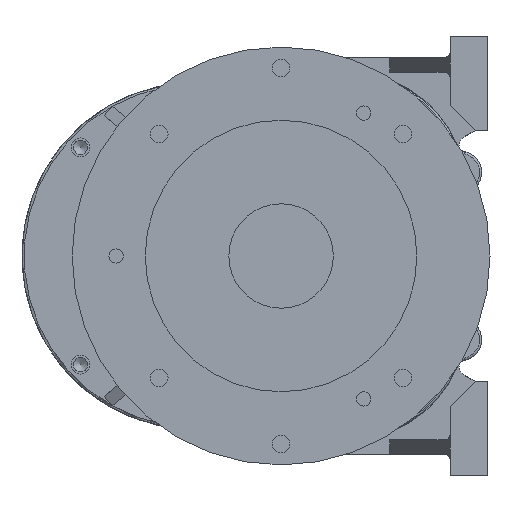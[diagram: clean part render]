
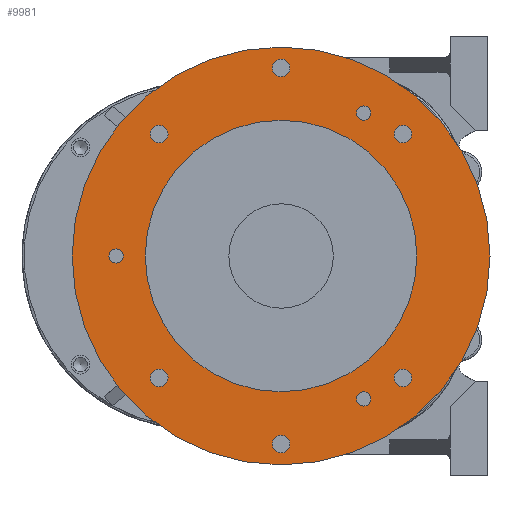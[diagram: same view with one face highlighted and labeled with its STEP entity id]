
A CAD part, left-side view. The second image highlights one B-rep face of the part: STEP entity #9981.
In plain terms, the highlighted planar face has unit normal (-1, 0, 0).
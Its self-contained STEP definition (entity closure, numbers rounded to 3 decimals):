
#66 = DIRECTION ( 'NONE',  ( 0., 0., -1. ) ) ;
#67 = EDGE_CURVE ( 'NONE', #1734, #1734, #1707, .T. ) ;
#137 = EDGE_LOOP ( 'NONE', ( #7886 ) ) ;
#202 = FACE_BOUND ( 'NONE', #14898, .T. ) ;
#355 = ORIENTED_EDGE ( 'NONE', *, *, #15195, .T. ) ;
#785 = CARTESIAN_POINT ( 'NONE',  ( -88.5, -94.336, -58.336 ) ) ;
#883 = VERTEX_POINT ( 'NONE', #12576 ) ;
#966 = CARTESIAN_POINT ( 'NONE',  ( -88.5, -36., -94.25 ) ) ;
#984 = EDGE_CURVE ( 'NONE', #4604, #4604, #2693, .T. ) ;
#1037 = ORIENTED_EDGE ( 'NONE', *, *, #3855, .T. ) ;
#1355 = FACE_BOUND ( 'NONE', #3014, .T. ) ;
#1420 = DIRECTION ( 'NONE',  ( 1., 0., 0. ) ) ;
#1529 = CARTESIAN_POINT ( 'NONE',  ( -88.5, -36., 85.75 ) ) ;
#1630 = CARTESIAN_POINT ( 'NONE',  ( -88.5, -94.336, 54.086 ) ) ;
#1707 = CIRCLE ( 'NONE', #11244, 4.25 ) ;
#1734 = VERTEX_POINT ( 'NONE', #1529 ) ;
#1861 = EDGE_CURVE ( 'NONE', #16680, #16680, #2443, .T. ) ;
#1926 = ORIENTED_EDGE ( 'NONE', *, *, #17641, .T. ) ;
#1994 = AXIS2_PLACEMENT_3D ( 'NONE', #16899, #15237, #12530 ) ;
#2050 = AXIS2_PLACEMENT_3D ( 'NONE', #785, #8386, #5396 ) ;
#2124 = CARTESIAN_POINT ( 'NONE',  ( -88.5, -36., 0. ) ) ;
#2253 = CARTESIAN_POINT ( 'NONE',  ( -88.5, -36., 0. ) ) ;
#2260 = VERTEX_POINT ( 'NONE', #16851 ) ;
#2357 = CARTESIAN_POINT ( 'NONE',  ( -88.5, 22.336, 54.086 ) ) ;
#2443 = CIRCLE ( 'NONE', #5495, 4.25 ) ;
#2689 = DIRECTION ( 'NONE',  ( 0., 0., -1. ) ) ;
#2693 = CIRCLE ( 'NONE', #7279, 65. ) ;
#2714 = EDGE_LOOP ( 'NONE', ( #7682 ) ) ;
#2759 = CARTESIAN_POINT ( 'NONE',  ( -88.5, -75.5, -71.816 ) ) ;
#2909 = DIRECTION ( 'NONE',  ( -1., 0., 0. ) ) ;
#3014 = EDGE_LOOP ( 'NONE', ( #9117 ) ) ;
#3442 = ORIENTED_EDGE ( 'NONE', *, *, #984, .F. ) ;
#3651 = CARTESIAN_POINT ( 'NONE',  ( -88.5, -75.5, 65.016 ) ) ;
#3855 = EDGE_CURVE ( 'NONE', #6412, #6412, #8523, .T. ) ;
#3909 = DIRECTION ( 'NONE',  ( 0., 0., -1. ) ) ;
#4495 = EDGE_LOOP ( 'NONE', ( #14228 ) ) ;
#4528 = FACE_BOUND ( 'NONE', #18824, .T. ) ;
#4604 = VERTEX_POINT ( 'NONE', #6038 ) ;
#5227 = ORIENTED_EDGE ( 'NONE', *, *, #67, .T. ) ;
#5396 = DIRECTION ( 'NONE',  ( 0., 0., -1. ) ) ;
#5432 = ORIENTED_EDGE ( 'NONE', *, *, #13831, .T. ) ;
#5495 = AXIS2_PLACEMENT_3D ( 'NONE', #14635, #11845, #66 ) ;
#5926 = CARTESIAN_POINT ( 'NONE',  ( -88.5, 22.336, -58.336 ) ) ;
#6026 = CIRCLE ( 'NONE', #14062, 3.4 ) ;
#6038 = CARTESIAN_POINT ( 'NONE',  ( -88.5, -36., 65. ) ) ;
#6099 = DIRECTION ( 'NONE',  ( 0., 0., -1. ) ) ;
#6412 = VERTEX_POINT ( 'NONE', #3651 ) ;
#6591 = CARTESIAN_POINT ( 'NONE',  ( -88.5, 22.336, 58.336 ) ) ;
#6884 = VERTEX_POINT ( 'NONE', #2759 ) ;
#7137 = AXIS2_PLACEMENT_3D ( 'NONE', #5926, #18892, #14334 ) ;
#7279 = AXIS2_PLACEMENT_3D ( 'NONE', #2124, #7968, #13880 ) ;
#7361 = AXIS2_PLACEMENT_3D ( 'NONE', #6591, #10071, #3909 ) ;
#7434 = EDGE_LOOP ( 'NONE', ( #5227 ) ) ;
#7682 = ORIENTED_EDGE ( 'NONE', *, *, #18974, .T. ) ;
#7886 = ORIENTED_EDGE ( 'NONE', *, *, #16631, .T. ) ;
#7968 = DIRECTION ( 'NONE',  ( -1., 0., 0. ) ) ;
#8006 = DIRECTION ( 'NONE',  ( 0., 0., 1. ) ) ;
#8343 = VERTEX_POINT ( 'NONE', #8622 ) ;
#8386 = DIRECTION ( 'NONE',  ( 1., 0., 0. ) ) ;
#8523 = CIRCLE ( 'NONE', #13164, 3.4 ) ;
#8622 = CARTESIAN_POINT ( 'NONE',  ( -88.5, 22.336, -62.586 ) ) ;
#8775 = DIRECTION ( 'NONE',  ( 0., 0., 1. ) ) ;
#9002 = DIRECTION ( 'NONE',  ( 1., 0., 0. ) ) ;
#9117 = ORIENTED_EDGE ( 'NONE', *, *, #10597, .T. ) ;
#9650 = AXIS2_PLACEMENT_3D ( 'NONE', #13341, #9002, #6099 ) ;
#9981 = ADVANCED_FACE ( 'NONE', ( #14014, #12564, #4528, #1355, #13125, #11598, #14857, #13216, #202, #10230, #18937 ), #16058, .T. ) ;
#10071 = DIRECTION ( 'NONE',  ( 1., 0., 0. ) ) ;
#10174 = CARTESIAN_POINT ( 'NONE',  ( -88.5, -36., 100. ) ) ;
#10230 = FACE_BOUND ( 'NONE', #2714, .T. ) ;
#10597 = EDGE_CURVE ( 'NONE', #8343, #8343, #15834, .T. ) ;
#10892 = EDGE_CURVE ( 'NONE', #6884, #6884, #14900, .T. ) ;
#10947 = CIRCLE ( 'NONE', #2050, 4.25 ) ;
#11240 = CIRCLE ( 'NONE', #1994, 4.25 ) ;
#11244 = AXIS2_PLACEMENT_3D ( 'NONE', #11333, #17231, #16072 ) ;
#11305 = CARTESIAN_POINT ( 'NONE',  ( -88.5, -75.5, 68.416 ) ) ;
#11333 = CARTESIAN_POINT ( 'NONE',  ( -88.5, -36., 90. ) ) ;
#11598 = FACE_OUTER_BOUND ( 'NONE', #14444, .T. ) ;
#11845 = DIRECTION ( 'NONE',  ( 1., 0., 0. ) ) ;
#12284 = EDGE_LOOP ( 'NONE', ( #1037 ) ) ;
#12530 = DIRECTION ( 'NONE',  ( 0., 0., -1. ) ) ;
#12564 = FACE_BOUND ( 'NONE', #7434, .T. ) ;
#12576 = CARTESIAN_POINT ( 'NONE',  ( -88.5, 43., -3.4 ) ) ;
#12667 = VERTEX_POINT ( 'NONE', #966 ) ;
#12793 = EDGE_LOOP ( 'NONE', ( #355 ) ) ;
#12901 = VERTEX_POINT ( 'NONE', #10174 ) ;
#13125 = FACE_BOUND ( 'NONE', #14270, .T. ) ;
#13164 = AXIS2_PLACEMENT_3D ( 'NONE', #11305, #14360, #18923 ) ;
#13216 = FACE_BOUND ( 'NONE', #4495, .T. ) ;
#13341 = CARTESIAN_POINT ( 'NONE',  ( -88.5, -75.5, -68.416 ) ) ;
#13831 = EDGE_CURVE ( 'NONE', #12901, #12901, #14382, .T. ) ;
#13880 = DIRECTION ( 'NONE',  ( 0., 0., 1. ) ) ;
#14014 = FACE_BOUND ( 'NONE', #137, .T. ) ;
#14062 = AXIS2_PLACEMENT_3D ( 'NONE', #15831, #1420, #2689 ) ;
#14112 = DIRECTION ( 'NONE',  ( -1., 0., 0. ) ) ;
#14228 = ORIENTED_EDGE ( 'NONE', *, *, #1861, .T. ) ;
#14270 = EDGE_LOOP ( 'NONE', ( #3442 ) ) ;
#14334 = DIRECTION ( 'NONE',  ( 0., 0., -1. ) ) ;
#14360 = DIRECTION ( 'NONE',  ( 1., 0., 0. ) ) ;
#14382 = CIRCLE ( 'NONE', #16894, 100. ) ;
#14444 = EDGE_LOOP ( 'NONE', ( #5432 ) ) ;
#14470 = CARTESIAN_POINT ( 'NONE',  ( -88.5, -136., 0. ) ) ;
#14635 = CARTESIAN_POINT ( 'NONE',  ( -88.5, -94.336, 58.336 ) ) ;
#14857 = FACE_BOUND ( 'NONE', #12793, .T. ) ;
#14898 = EDGE_LOOP ( 'NONE', ( #1926 ) ) ;
#14900 = CIRCLE ( 'NONE', #9650, 3.4 ) ;
#15195 = EDGE_CURVE ( 'NONE', #17029, #17029, #18813, .T. ) ;
#15237 = DIRECTION ( 'NONE',  ( 1., 0., 0. ) ) ;
#15797 = AXIS2_PLACEMENT_3D ( 'NONE', #14470, #2909, #8775 ) ;
#15831 = CARTESIAN_POINT ( 'NONE',  ( -88.5, 43., 0. ) ) ;
#15834 = CIRCLE ( 'NONE', #7137, 4.25 ) ;
#16058 = PLANE ( 'NONE',  #15797 ) ;
#16072 = DIRECTION ( 'NONE',  ( 0., 0., -1. ) ) ;
#16631 = EDGE_CURVE ( 'NONE', #12667, #12667, #11240, .T. ) ;
#16680 = VERTEX_POINT ( 'NONE', #1630 ) ;
#16851 = CARTESIAN_POINT ( 'NONE',  ( -88.5, -94.336, -62.586 ) ) ;
#16894 = AXIS2_PLACEMENT_3D ( 'NONE', #2253, #14112, #8006 ) ;
#16899 = CARTESIAN_POINT ( 'NONE',  ( -88.5, -36., -90. ) ) ;
#17029 = VERTEX_POINT ( 'NONE', #2357 ) ;
#17231 = DIRECTION ( 'NONE',  ( 1., 0., 0. ) ) ;
#17641 = EDGE_CURVE ( 'NONE', #2260, #2260, #10947, .T. ) ;
#17816 = ORIENTED_EDGE ( 'NONE', *, *, #10892, .T. ) ;
#18813 = CIRCLE ( 'NONE', #7361, 4.25 ) ;
#18824 = EDGE_LOOP ( 'NONE', ( #17816 ) ) ;
#18892 = DIRECTION ( 'NONE',  ( 1., 0., 0. ) ) ;
#18923 = DIRECTION ( 'NONE',  ( 0., 0., -1. ) ) ;
#18937 = FACE_BOUND ( 'NONE', #12284, .T. ) ;
#18974 = EDGE_CURVE ( 'NONE', #883, #883, #6026, .T. ) ;
